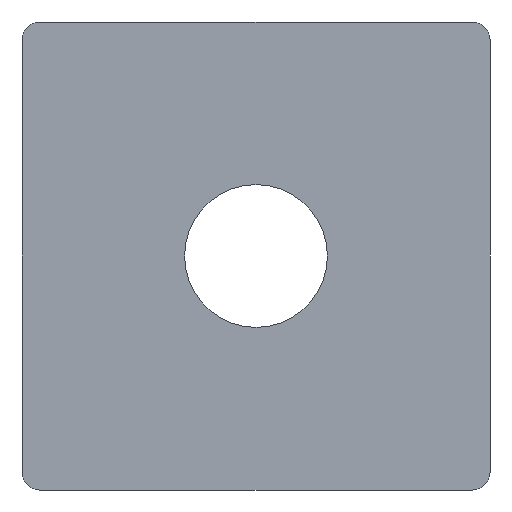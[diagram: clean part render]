
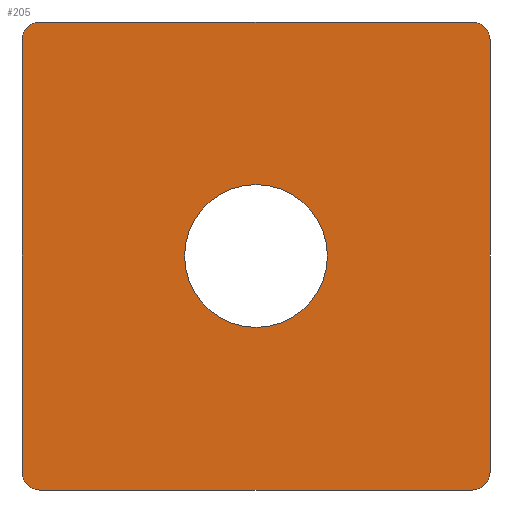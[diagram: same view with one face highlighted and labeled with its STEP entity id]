
A CAD part, front view. The second image highlights one B-rep face of the part: STEP entity #205.
In plain terms, the highlighted planar face has unit normal (0, -1, 0).
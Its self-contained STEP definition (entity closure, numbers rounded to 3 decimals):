
#16=FACE_BOUND('',#46,.T.);
#22=PLANE('',#249);
#33=FACE_OUTER_BOUND('',#45,.T.);
#45=EDGE_LOOP('',(#181,#182,#183,#184,#185,#186,#187,#188));
#46=EDGE_LOOP('',(#189));
#48=LINE('',#321,#65);
#53=LINE('',#335,#70);
#57=LINE('',#347,#74);
#61=LINE('',#359,#78);
#65=VECTOR('',#261,10.);
#70=VECTOR('',#274,10.);
#74=VECTOR('',#286,10.);
#78=VECTOR('',#298,10.);
#82=CIRCLE('',#231,6.1);
#83=CIRCLE('',#234,1.5);
#85=CIRCLE('',#238,1.5);
#87=CIRCLE('',#242,1.5);
#89=CIRCLE('',#246,1.5);
#92=VERTEX_POINT('',#315);
#93=VERTEX_POINT('',#319);
#94=VERTEX_POINT('',#320);
#97=VERTEX_POINT('',#328);
#99=VERTEX_POINT('',#334);
#101=VERTEX_POINT('',#340);
#103=VERTEX_POINT('',#346);
#105=VERTEX_POINT('',#352);
#107=VERTEX_POINT('',#358);
#111=EDGE_CURVE('',#92,#92,#82,.T.);
#112=EDGE_CURVE('',#93,#94,#48,.T.);
#116=EDGE_CURVE('',#97,#93,#83,.T.);
#119=EDGE_CURVE('',#99,#97,#53,.T.);
#122=EDGE_CURVE('',#101,#99,#85,.T.);
#125=EDGE_CURVE('',#103,#101,#57,.T.);
#128=EDGE_CURVE('',#105,#103,#87,.T.);
#131=EDGE_CURVE('',#107,#105,#61,.T.);
#134=EDGE_CURVE('',#94,#107,#89,.T.);
#181=ORIENTED_EDGE('',*,*,#134,.F.);
#182=ORIENTED_EDGE('',*,*,#112,.F.);
#183=ORIENTED_EDGE('',*,*,#116,.F.);
#184=ORIENTED_EDGE('',*,*,#119,.F.);
#185=ORIENTED_EDGE('',*,*,#122,.F.);
#186=ORIENTED_EDGE('',*,*,#125,.F.);
#187=ORIENTED_EDGE('',*,*,#128,.F.);
#188=ORIENTED_EDGE('',*,*,#131,.F.);
#189=ORIENTED_EDGE('',*,*,#111,.F.);
#205=ADVANCED_FACE('',(#33,#16),#22,.F.);
#231=AXIS2_PLACEMENT_3D('',#317,#257,#258);
#234=AXIS2_PLACEMENT_3D('',#329,#267,#268);
#238=AXIS2_PLACEMENT_3D('',#341,#279,#280);
#242=AXIS2_PLACEMENT_3D('',#353,#291,#292);
#246=AXIS2_PLACEMENT_3D('',#364,#303,#304);
#249=AXIS2_PLACEMENT_3D('',#367,#309,#310);
#257=DIRECTION('center_axis',(0.,-1.,0.));
#258=DIRECTION('ref_axis',(1.,0.,0.));
#261=DIRECTION('',(1.,0.,0.));
#267=DIRECTION('center_axis',(0.,1.,0.));
#268=DIRECTION('ref_axis',(-1.,0.,0.));
#274=DIRECTION('',(0.,0.,1.));
#279=DIRECTION('center_axis',(0.,1.,0.));
#280=DIRECTION('ref_axis',(0.,0.,-1.));
#286=DIRECTION('',(-1.,0.,0.));
#291=DIRECTION('center_axis',(0.,1.,0.));
#292=DIRECTION('ref_axis',(1.,0.,0.));
#298=DIRECTION('',(0.,0.,-1.));
#303=DIRECTION('center_axis',(0.,1.,0.));
#304=DIRECTION('ref_axis',(0.,0.,1.));
#309=DIRECTION('center_axis',(0.,1.,0.));
#310=DIRECTION('ref_axis',(0.,0.,1.));
#315=CARTESIAN_POINT('',(-6.1,0.,0.));
#317=CARTESIAN_POINT('Origin',(0.,0.,0.));
#319=CARTESIAN_POINT('',(-18.5,0.,20.));
#320=CARTESIAN_POINT('',(18.5,0.,20.));
#321=CARTESIAN_POINT('',(-18.5,0.,20.));
#328=CARTESIAN_POINT('',(-20.,0.,18.5));
#329=CARTESIAN_POINT('Origin',(-18.5,0.,18.5));
#334=CARTESIAN_POINT('',(-20.,0.,-18.5));
#335=CARTESIAN_POINT('',(-20.,0.,-18.5));
#340=CARTESIAN_POINT('',(-18.5,0.,-20.));
#341=CARTESIAN_POINT('Origin',(-18.5,0.,-18.5));
#346=CARTESIAN_POINT('',(18.5,0.,-20.));
#347=CARTESIAN_POINT('',(18.5,0.,-20.));
#352=CARTESIAN_POINT('',(20.,0.,-18.5));
#353=CARTESIAN_POINT('Origin',(18.5,0.,-18.5));
#358=CARTESIAN_POINT('',(20.,0.,18.5));
#359=CARTESIAN_POINT('',(20.,0.,18.5));
#364=CARTESIAN_POINT('Origin',(18.5,0.,18.5));
#367=CARTESIAN_POINT('Origin',(0.,0.,0.));
